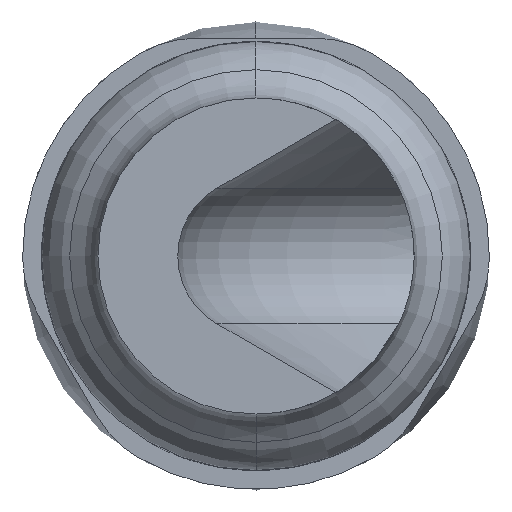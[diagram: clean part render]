
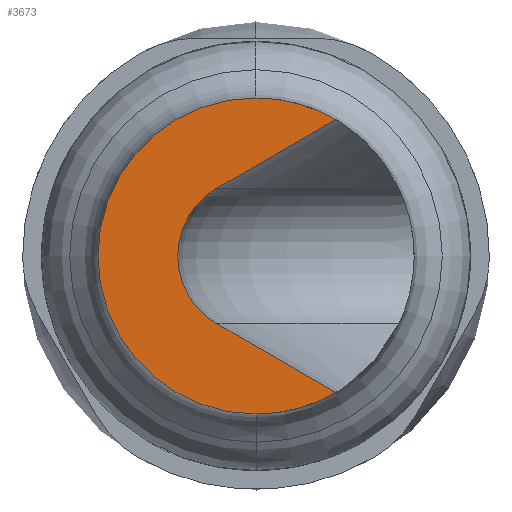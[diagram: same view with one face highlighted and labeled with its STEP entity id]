
A CAD part, front view. The second image highlights one B-rep face of the part: STEP entity #3673.
In plain terms, the highlighted planar face has unit normal (0, -1, 0).
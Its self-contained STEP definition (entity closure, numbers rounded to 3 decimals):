
#17 = ORIENTED_EDGE ( 'NONE', *, *, #2320, .F. ) ;
#23 = CARTESIAN_POINT ( 'NONE',  ( 0., -40.637, 0. ) ) ;
#78 = CARTESIAN_POINT ( 'NONE',  ( 0., -40.637, 0. ) ) ;
#148 = CIRCLE ( 'NONE', #2856, 0.35 ) ;
#191 = AXIS2_PLACEMENT_3D ( 'NONE', #3168, #495, #813 ) ;
#356 = DIRECTION ( 'NONE',  ( 0., 1., 0. ) ) ;
#362 = AXIS2_PLACEMENT_3D ( 'NONE', #3875, #4274, #1874 ) ;
#420 = VERTEX_POINT ( 'NONE', #3579 ) ;
#489 = DIRECTION ( 'NONE',  ( 0., 0., 1. ) ) ;
#493 = LINE ( 'NONE', #2010, #3182 ) ;
#495 = DIRECTION ( 'NONE',  ( 0., -1., 0. ) ) ;
#496 = VERTEX_POINT ( 'NONE', #874 ) ;
#813 = DIRECTION ( 'NONE',  ( 0., 0., -1. ) ) ;
#874 = CARTESIAN_POINT ( 'NONE',  ( 0., -40.637, 0.35 ) ) ;
#893 = EDGE_CURVE ( 'NONE', #496, #2201, #148, .T. ) ;
#930 = ORIENTED_EDGE ( 'NONE', *, *, #2964, .F. ) ;
#987 = EDGE_CURVE ( 'NONE', #1041, #3363, #4220, .T. ) ;
#1041 = VERTEX_POINT ( 'NONE', #1182 ) ;
#1182 = CARTESIAN_POINT ( 'NONE',  ( -0.087, -40.637, 0.15 ) ) ;
#1224 = CARTESIAN_POINT ( 'NONE',  ( -0.087, -40.637, -0.15 ) ) ;
#1268 = DIRECTION ( 'NONE',  ( 0., 0., 1. ) ) ;
#1469 = FACE_OUTER_BOUND ( 'NONE', #2539, .T. ) ;
#1534 = CARTESIAN_POINT ( 'NONE',  ( -0.087, -40.637, -0.15 ) ) ;
#1575 = ORIENTED_EDGE ( 'NONE', *, *, #4001, .F. ) ;
#1874 = DIRECTION ( 'NONE',  ( 0., 0., 1. ) ) ;
#1914 = VERTEX_POINT ( 'NONE', #3318 ) ;
#2010 = CARTESIAN_POINT ( 'NONE',  ( -0.087, -40.637, 0.15 ) ) ;
#2047 = DIRECTION ( 'NONE',  ( 0., 0., 1. ) ) ;
#2091 = ORIENTED_EDGE ( 'NONE', *, *, #893, .F. ) ;
#2115 = PLANE ( 'NONE',  #4109 ) ;
#2201 = VERTEX_POINT ( 'NONE', #2247 ) ;
#2203 = AXIS2_PLACEMENT_3D ( 'NONE', #23, #356, #2047 ) ;
#2247 = CARTESIAN_POINT ( 'NONE',  ( 0.177, -40.637, 0.302 ) ) ;
#2316 = CARTESIAN_POINT ( 'NONE',  ( 0., -40.637, 0. ) ) ;
#2320 = EDGE_CURVE ( 'NONE', #2201, #1041, #493, .T. ) ;
#2495 = ORIENTED_EDGE ( 'NONE', *, *, #3667, .F. ) ;
#2539 = EDGE_LOOP ( 'NONE', ( #2495, #930, #4418, #17, #2091, #1575 ) ) ;
#2574 = LINE ( 'NONE', #1534, #4296 ) ;
#2596 = DIRECTION ( 'NONE',  ( 0.866, 0., -0.5 ) ) ;
#2856 = AXIS2_PLACEMENT_3D ( 'NONE', #2316, #3059, #1268 ) ;
#2899 = DIRECTION ( 'NONE',  ( 0., 1., 0. ) ) ;
#2964 = EDGE_CURVE ( 'NONE', #3363, #1914, #2574, .T. ) ;
#3059 = DIRECTION ( 'NONE',  ( 0., 1., 0. ) ) ;
#3168 = CARTESIAN_POINT ( 'NONE',  ( 0., -40.637, 0. ) ) ;
#3182 = VECTOR ( 'NONE', #4411, 1000. ) ;
#3318 = CARTESIAN_POINT ( 'NONE',  ( 0.177, -40.637, -0.302 ) ) ;
#3363 = VERTEX_POINT ( 'NONE', #1224 ) ;
#3579 = CARTESIAN_POINT ( 'NONE',  ( 0., -40.637, -0.35 ) ) ;
#3667 = EDGE_CURVE ( 'NONE', #1914, #420, #4279, .T. ) ;
#3673 = ADVANCED_FACE ( 'NONE', ( #1469 ), #2115, .F. ) ;
#3799 = CIRCLE ( 'NONE', #2203, 0.35 ) ;
#3875 = CARTESIAN_POINT ( 'NONE',  ( 0., -40.637, 0. ) ) ;
#4001 = EDGE_CURVE ( 'NONE', #420, #496, #3799, .T. ) ;
#4109 = AXIS2_PLACEMENT_3D ( 'NONE', #78, #2899, #489 ) ;
#4220 = CIRCLE ( 'NONE', #191, 0.173 ) ;
#4274 = DIRECTION ( 'NONE',  ( 0., 1., 0. ) ) ;
#4279 = CIRCLE ( 'NONE', #362, 0.35 ) ;
#4296 = VECTOR ( 'NONE', #2596, 1000. ) ;
#4411 = DIRECTION ( 'NONE',  ( -0.866, 0., -0.5 ) ) ;
#4418 = ORIENTED_EDGE ( 'NONE', *, *, #987, .F. ) ;
